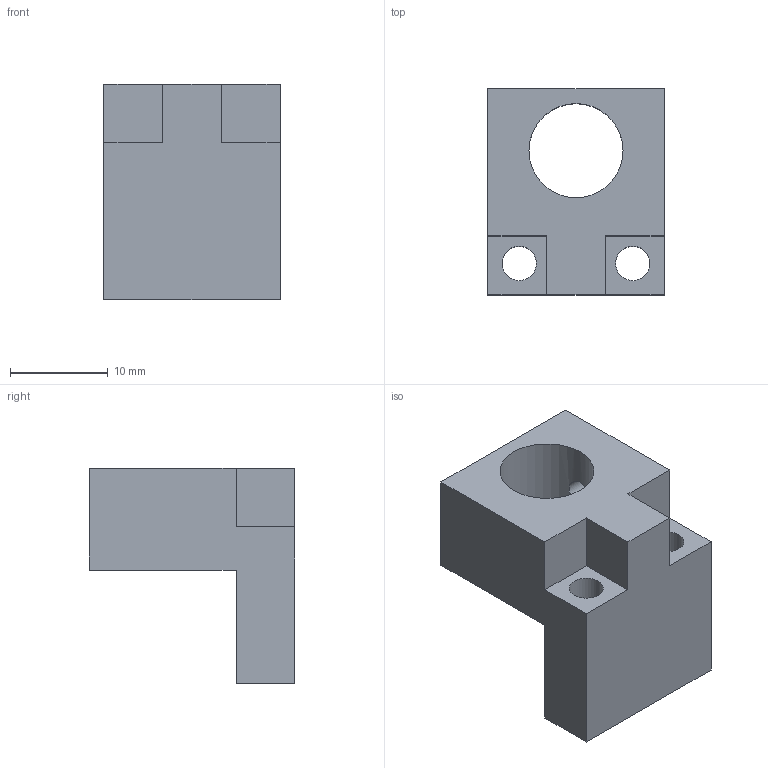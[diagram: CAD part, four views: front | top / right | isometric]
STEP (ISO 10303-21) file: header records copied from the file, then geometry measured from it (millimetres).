
FILE_DESCRIPTION(/* description */ (''),/* implementation_level */ '2;1');
FILE_NAME(/* name */ '00_micrometer_moun_xystage_china.ipt.step',/* time_stamp */ '2022-11-29T07:44:32+01:00',/* author */ ('diederichbenedict'),/* organization */ (''),/* preprocessor_version */ 'ST-DEVELOPER v18.1',/* originating_system */ 'Autodesk Inventor 2022',/* authorisation */ '');
FILE_SCHEMA (('AUTOMOTIVE_DESIGN { 1 0 10303 214 3 1 1 }'));
Length unit declared in the file: millimetre
Products named in the file (1): 00_micrometer_moun_xystage_china
Bounding box: 18 x 21 x 22 mm (x, y, z)
Volume: 3666.3 mm3; surface area: 2632.2 mm2
Topology: 1 solids, 1 shells, 18 faces, 49 edges, 33 vertices
Faces by surface type: plane 14, cylinder 4
Full cylindrical faces by diameter (mm): 2.8 x1, 3.5 x2, 9.6 x1
Entity records: 655 total; most frequent: CARTESIAN_POINT 135, ORIENTED_EDGE 98, DIRECTION 92, EDGE_CURVE 49, LINE 40, VECTOR 40, VERTEX_POINT 33, EDGE_LOOP 26
